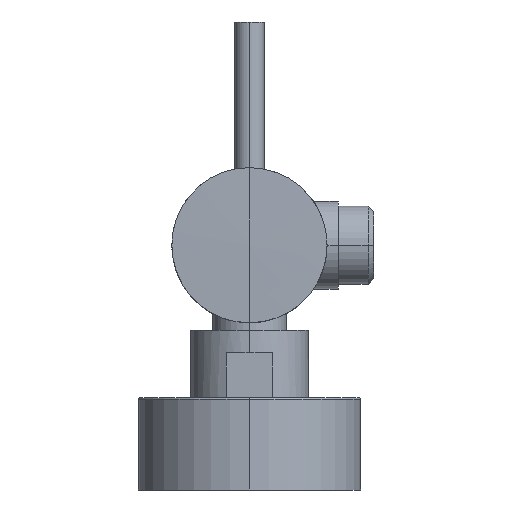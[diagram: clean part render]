
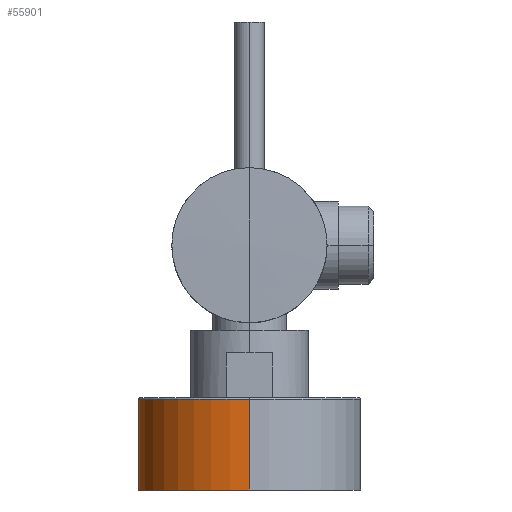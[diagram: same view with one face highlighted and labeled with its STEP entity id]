
A CAD part, left-side view. The second image highlights one B-rep face of the part: STEP entity #55901.
In plain terms, the highlighted cylindrical face has radius 29.75 mm (diameter 59.5 mm), a partial arc.
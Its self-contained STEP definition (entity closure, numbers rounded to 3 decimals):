
#18818=CARTESIAN_POINT('',(-75.,0.,-41.25));
#18819=DIRECTION('',(0.,0.,1.));
#18820=DIRECTION('',(1.,0.,0.));
#18821=AXIS2_PLACEMENT_3D('',#18818,#18819,#18820);
#18823=CARTESIAN_POINT('',(-75.,0.,-65.45));
#18824=DIRECTION('',(0.,0.,-1.));
#18825=DIRECTION('',(-1.,0.,0.));
#18826=AXIS2_PLACEMENT_3D('',#18823,#18824,#18825);
#18853=DIRECTION('',(0.,0.,1.));
#18854=VECTOR('',#18853,24.2);
#18855=CARTESIAN_POINT('',(-45.25,0.,-65.45));
#18856=LINE('',#18855,#18854);
#18862=DIRECTION('',(0.,0.,1.));
#18863=VECTOR('',#18862,24.2);
#18864=CARTESIAN_POINT('',(-104.75,0.,-65.45));
#18865=LINE('',#18864,#18863);
#24153=CARTESIAN_POINT('',(-104.75,0.,-65.45));
#24154=CARTESIAN_POINT('',(-45.25,0.,-65.45));
#24155=VERTEX_POINT('',#24153);
#24156=VERTEX_POINT('',#24154);
#24173=CARTESIAN_POINT('',(-104.75,0.,-41.25));
#24174=CARTESIAN_POINT('',(-45.25,0.,-41.25));
#24175=VERTEX_POINT('',#24173);
#24176=VERTEX_POINT('',#24174);
#55887=CARTESIAN_POINT('',(-75.,0.,-39.515));
#55888=DIRECTION('',(0.,0.,-1.));
#55889=DIRECTION('',(1.,0.,0.));
#55890=AXIS2_PLACEMENT_3D('',#55887,#55888,#55889);
#55891=CYLINDRICAL_SURFACE('',#55890,29.75);
#55893=ORIENTED_EDGE('',*,*,#55892,.T.);
#55895=ORIENTED_EDGE('',*,*,#55894,.F.);
#55896=ORIENTED_EDGE('',*,*,#55869,.T.);
#55898=ORIENTED_EDGE('',*,*,#55897,.T.);
#55899=EDGE_LOOP('',(#55893,#55895,#55896,#55898));
#55900=FACE_OUTER_BOUND('',#55899,.F.);
#55901=ADVANCED_FACE('',(#55900),#55891,.T.);
#18822=CIRCLE('',#18821,29.75);
#18827=CIRCLE('',#18826,29.75);
#55869=EDGE_CURVE('',#24155,#24156,#18827,.T.);
#55892=EDGE_CURVE('',#24176,#24175,#18822,.T.);
#55894=EDGE_CURVE('',#24155,#24175,#18865,.T.);
#55897=EDGE_CURVE('',#24156,#24176,#18856,.T.);
